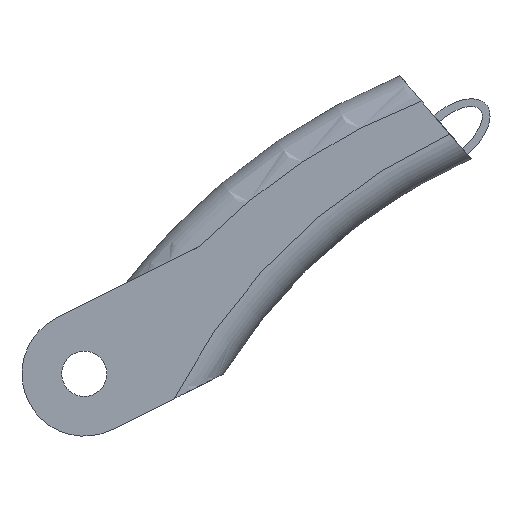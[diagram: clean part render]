
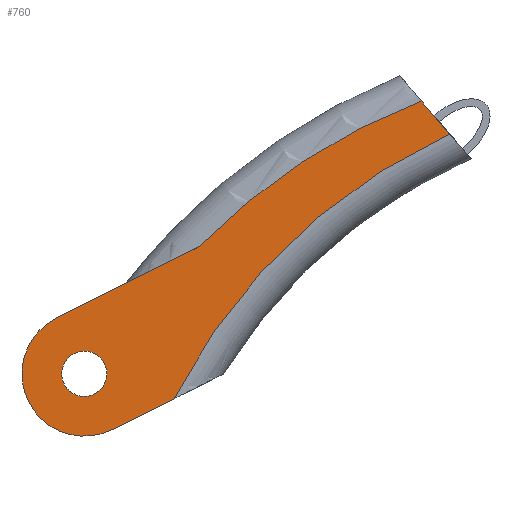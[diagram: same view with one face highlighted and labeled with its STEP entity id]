
A CAD part, left-side view. The second image highlights one B-rep face of the part: STEP entity #760.
In plain terms, the highlighted planar face has unit normal (-1, 0, 0).
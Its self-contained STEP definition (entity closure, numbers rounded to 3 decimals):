
#597=CARTESIAN_POINT('Vertex',(0.,164.029,17.484)) ;
#616=CARTESIAN_POINT('Vertex',(0.,178.254,8.163)) ;
#619=CARTESIAN_POINT('Axis2P3D Location',(0.,149.72,-19.869)) ;
#696=CARTESIAN_POINT('Axis2P3D Location',(0.,0.,0.)) ;
#701=CARTESIAN_POINT('Axis2P3D Location',(0.,146.857,-18.301)) ;
#705=CARTESIAN_POINT('Vertex',(0.,162.207,15.365)) ;
#707=CARTESIAN_POINT('Vertex',(0.,179.867,-1.588)) ;
#710=CARTESIAN_POINT('Line Origine',(0.,163.118,16.424)) ;
#715=CARTESIAN_POINT('Line Origine',(0.,182.839,5.87)) ;
#719=CARTESIAN_POINT('Vertex',(0.,187.424,3.578)) ;
#722=CARTESIAN_POINT('Axis2P3D Location',(0.,185.635,0.)) ;
#726=CARTESIAN_POINT('Vertex',(0.,183.846,-3.578)) ;
#729=CARTESIAN_POINT('Line Origine',(0.,181.857,-2.583)) ;
#742=CARTESIAN_POINT('Axis2P3D Location',(0.,185.635,0.)) ;
#746=CARTESIAN_POINT('Vertex',(0.,187.085,0.)) ;
#748=CARTESIAN_POINT('Vertex',(0.,184.185,0.)) ;
#751=CARTESIAN_POINT('Axis2P3D Location',(0.,185.635,0.)) ;
#620=DIRECTION('Axis2P3D Direction',(1.,0.,0.)) ;
#697=DIRECTION('Axis2P3D Direction',(1.,0.,0.)) ;
#698=DIRECTION('Axis2P3D XDirection',(0.,1.,0.)) ;
#702=DIRECTION('Axis2P3D Direction',(1.,0.,0.)) ;
#711=DIRECTION('Vector Direction',(0.,0.652,0.758)) ;
#716=DIRECTION('Vector Direction',(0.,0.894,-0.447)) ;
#723=DIRECTION('Axis2P3D Direction',(1.,0.,0.)) ;
#730=DIRECTION('Vector Direction',(0.,0.894,-0.447)) ;
#743=DIRECTION('Axis2P3D Direction',(1.,0.,0.)) ;
#752=DIRECTION('Axis2P3D Direction',(1.,0.,0.)) ;
#621=AXIS2_PLACEMENT_3D('Circle Axis2P3D',#619,#620,$) ;
#699=AXIS2_PLACEMENT_3D('Plane Axis2P3D',#696,#697,#698) ;
#703=AXIS2_PLACEMENT_3D('Circle Axis2P3D',#701,#702,$) ;
#724=AXIS2_PLACEMENT_3D('Circle Axis2P3D',#722,#723,$) ;
#744=AXIS2_PLACEMENT_3D('Circle Axis2P3D',#742,#743,$) ;
#753=AXIS2_PLACEMENT_3D('Circle Axis2P3D',#751,#752,$) ;
#735=ORIENTED_EDGE('',*,*,#709,.F.) ;
#736=ORIENTED_EDGE('',*,*,#714,.F.) ;
#737=ORIENTED_EDGE('',*,*,#623,.F.) ;
#738=ORIENTED_EDGE('',*,*,#721,.F.) ;
#739=ORIENTED_EDGE('',*,*,#728,.F.) ;
#740=ORIENTED_EDGE('',*,*,#733,.F.) ;
#757=ORIENTED_EDGE('',*,*,#750,.T.) ;
#758=ORIENTED_EDGE('',*,*,#755,.T.) ;
#759=FACE_BOUND('',#756,.T.) ;
#712=VECTOR('Line Direction',#711,1.) ;
#717=VECTOR('Line Direction',#716,1.) ;
#731=VECTOR('Line Direction',#730,1.) ;
#760=ADVANCED_FACE('Corps principal',(#741,#759),#700,.F.) ;
#622=CIRCLE('generated circle',#621,40.) ;
#704=CIRCLE('generated circle',#703,37.) ;
#725=CIRCLE('generated circle',#724,4.) ;
#745=CIRCLE('generated circle',#744,1.45) ;
#754=CIRCLE('generated circle',#753,1.45) ;
#623=EDGE_CURVE('',#617,#598,#622,.T.) ;
#709=EDGE_CURVE('',#706,#708,#704,.F.) ;
#714=EDGE_CURVE('',#598,#706,#713,.F.) ;
#721=EDGE_CURVE('',#720,#617,#718,.F.) ;
#728=EDGE_CURVE('',#727,#720,#725,.T.) ;
#733=EDGE_CURVE('',#708,#727,#732,.T.) ;
#750=EDGE_CURVE('',#747,#749,#745,.T.) ;
#755=EDGE_CURVE('',#749,#747,#754,.T.) ;
#734=EDGE_LOOP('',(#735,#736,#737,#738,#739,#740)) ;
#756=EDGE_LOOP('',(#757,#758)) ;
#741=FACE_OUTER_BOUND('',#734,.T.) ;
#713=LINE('Line',#710,#712) ;
#718=LINE('Line',#715,#717) ;
#732=LINE('Line',#729,#731) ;
#700=PLANE('',#699) ;
#598=VERTEX_POINT('',#597) ;
#617=VERTEX_POINT('',#616) ;
#706=VERTEX_POINT('',#705) ;
#708=VERTEX_POINT('',#707) ;
#720=VERTEX_POINT('',#719) ;
#727=VERTEX_POINT('',#726) ;
#747=VERTEX_POINT('',#746) ;
#749=VERTEX_POINT('',#748) ;
